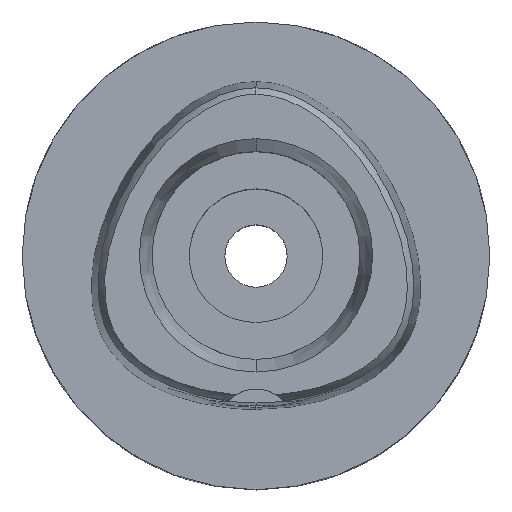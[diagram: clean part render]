
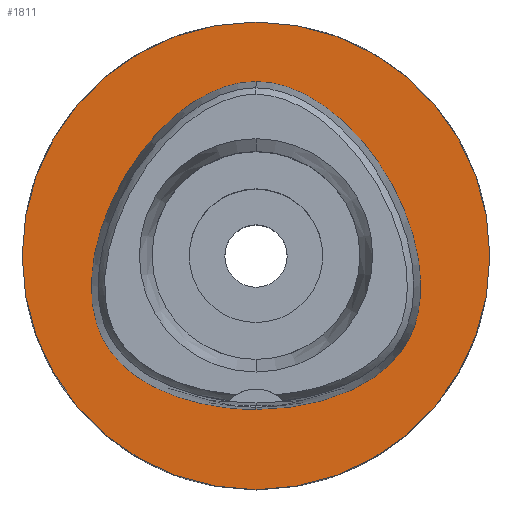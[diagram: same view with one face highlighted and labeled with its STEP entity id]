
A CAD part, top view. The second image highlights one B-rep face of the part: STEP entity #1811.
In plain terms, the highlighted planar face has unit normal (0, 0, 1).
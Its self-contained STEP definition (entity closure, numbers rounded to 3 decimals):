
#51 = CARTESIAN_POINT ( 'NONE',  ( -16.959, -15.678, 0. ) ) ;
#79 = CARTESIAN_POINT ( 'NONE',  ( -10.746, 19.174, 0. ) ) ;
#98 = EDGE_CURVE ( 'NONE', #2522, #2100, #2880, .T. ) ;
#356 = CARTESIAN_POINT ( 'NONE',  ( 18.568, -14.169, 0. ) ) ;
#380 = FACE_OUTER_BOUND ( 'NONE', #2470, .T. ) ;
#404 = DIRECTION ( 'NONE',  ( 0., -1., 0. ) ) ;
#406 = CARTESIAN_POINT ( 'NONE',  ( 10.746, 19.174, 0. ) ) ;
#418 = CARTESIAN_POINT ( 'NONE',  ( -7.571, 21.315, 0. ) ) ;
#439 = CARTESIAN_POINT ( 'NONE',  ( -6.341, -20.298, 0. ) ) ;
#486 = EDGE_CURVE ( 'NONE', #1588, #789, #4015, .T. ) ;
#691 = CARTESIAN_POINT ( 'NONE',  ( 0., 31.5, 0. ) ) ;
#703 = CARTESIAN_POINT ( 'NONE',  ( 21.978, -0.281, 0. ) ) ;
#750 = CARTESIAN_POINT ( 'NONE',  ( 7.571, 21.315, 0. ) ) ;
#777 = DIRECTION ( 'NONE',  ( 0., 0., -1. ) ) ;
#788 = CARTESIAN_POINT ( 'NONE',  ( -21.978, -0.281, 0. ) ) ;
#789 = VERTEX_POINT ( 'NONE', #1918 ) ;
#800 = CARTESIAN_POINT ( 'NONE',  ( 0., -20.675, 0. ) ) ;
#801 = CARTESIAN_POINT ( 'NONE',  ( 0., 0., 0. ) ) ;
#818 = EDGE_LOOP ( 'NONE', ( #3377, #4118 ) ) ;
#865 = CARTESIAN_POINT ( 'NONE',  ( 0., -20.675, 0. ) ) ;
#1004 = AXIS2_PLACEMENT_3D ( 'NONE', #801, #777, #2286 ) ;
#1101 = CARTESIAN_POINT ( 'NONE',  ( 16.959, -15.678, 0. ) ) ;
#1139 = CARTESIAN_POINT ( 'NONE',  ( -2.565, 23.293, 0. ) ) ;
#1157 = AXIS2_PLACEMENT_3D ( 'NONE', #3758, #2738, #404 ) ;
#1161 = CARTESIAN_POINT ( 'NONE',  ( -0.855, 23.475, 0. ) ) ;
#1172 = CARTESIAN_POINT ( 'NONE',  ( 19.649, -12.825, 0. ) ) ;
#1236 = CARTESIAN_POINT ( 'NONE',  ( -14.673, -17.214, 0. ) ) ;
#1363 = ORIENTED_EDGE ( 'NONE', *, *, #2529, .F. ) ;
#1490 = CARTESIAN_POINT ( 'NONE',  ( 0.855, 23.475, 0. ) ) ;
#1549 = CARTESIAN_POINT ( 'NONE',  ( -20.749, 4.657, 0. ) ) ;
#1588 = VERTEX_POINT ( 'NONE', #2110 ) ;
#1690 = DIRECTION ( 'NONE',  ( 0., 1., 0. ) ) ;
#1811 = ADVANCED_FACE ( 'NONE', ( #380, #1888 ), #4155, .F. ) ;
#1839 = CARTESIAN_POINT ( 'NONE',  ( 20.35, -11.749, 0. ) ) ;
#1888 = FACE_BOUND ( 'NONE', #818, .T. ) ;
#1899 = CARTESIAN_POINT ( 'NONE',  ( 0., 23.475, 0. ) ) ;
#1918 = CARTESIAN_POINT ( 'NONE',  ( 0., -20.675, 0. ) ) ;
#1920 = CARTESIAN_POINT ( 'NONE',  ( -20.932, -10.604, 0. ) ) ;
#1945 = CARTESIAN_POINT ( 'NONE',  ( -2.114, -20.675, 0. ) ) ;
#2100 = VERTEX_POINT ( 'NONE', #691 ) ;
#2110 = CARTESIAN_POINT ( 'NONE',  ( 0., 23.475, 0. ) ) ;
#2284 = CARTESIAN_POINT ( 'NONE',  ( 2.565, 23.293, 0. ) ) ;
#2286 = DIRECTION ( 'NONE',  ( 0., -1., 0. ) ) ;
#2377 = CARTESIAN_POINT ( 'NONE',  ( -19.649, -12.825, 0. ) ) ;
#2393 = CARTESIAN_POINT ( 'NONE',  ( 0., 0., 0. ) ) ;
#2470 = EDGE_LOOP ( 'NONE', ( #1363, #4422 ) ) ;
#2522 = VERTEX_POINT ( 'NONE', #4632 ) ;
#2529 = EDGE_CURVE ( 'NONE', #2100, #2522, #3894, .T. ) ;
#2573 = CARTESIAN_POINT ( 'NONE',  ( 21.555, -8.996, 0. ) ) ;
#2601 = CARTESIAN_POINT ( 'NONE',  ( 20.749, 4.657, 0. ) ) ;
#2625 = CARTESIAN_POINT ( 'NONE',  ( 20.932, -10.604, 0. ) ) ;
#2636 = CARTESIAN_POINT ( 'NONE',  ( -5.098, 22.526, 0. ) ) ;
#2644 = CARTESIAN_POINT ( 'NONE',  ( 22.057, -6.848, 0. ) ) ;
#2659 = CARTESIAN_POINT ( 'NONE',  ( -18.068, 10.432, 0. ) ) ;
#2685 = CARTESIAN_POINT ( 'NONE',  ( -21.555, -8.996, 0. ) ) ;
#2738 = DIRECTION ( 'NONE',  ( 0., 0., -1. ) ) ;
#2880 = CIRCLE ( 'NONE', #1157, 31.5 ) ;
#2933 = CARTESIAN_POINT ( 'NONE',  ( 2.114, -20.675, 0. ) ) ;
#2941 = EDGE_CURVE ( 'NONE', #789, #1588, #4431, .T. ) ;
#2967 = AXIS2_PLACEMENT_3D ( 'NONE', #2393, #3855, #1690 ) ;
#3021 = CARTESIAN_POINT ( 'NONE',  ( -18.568, -14.169, 0. ) ) ;
#3088 = CARTESIAN_POINT ( 'NONE',  ( -14.408, 15.641, 0. ) ) ;
#3370 = CARTESIAN_POINT ( 'NONE',  ( -22.245, -4.1, 0. ) ) ;
#3377 = ORIENTED_EDGE ( 'NONE', *, *, #486, .F. ) ;
#3383 = CARTESIAN_POINT ( 'NONE',  ( 5.098, 22.526, 0. ) ) ;
#3758 = CARTESIAN_POINT ( 'NONE',  ( 0., 0., 0. ) ) ;
#3761 = CARTESIAN_POINT ( 'NONE',  ( 11.233, -18.893, 0. ) ) ;
#3780 = CARTESIAN_POINT ( 'NONE',  ( 22.245, -4.1, 0. ) ) ;
#3788 = CARTESIAN_POINT ( 'NONE',  ( -11.233, -18.893, 0. ) ) ;
#3855 = DIRECTION ( 'NONE',  ( 0., 0., -1. ) ) ;
#3894 = CIRCLE ( 'NONE', #2967, 31.5 ) ;
#4015 = B_SPLINE_CURVE_WITH_KNOTS ( 'NONE', 3,
 ( #1899, #1161, #1139, #2636, #418, #79, #3088, #2659, #1549, #788, #3370, #4575, #2685, #1920, #4168, #2377, #3021, #51, #1236, #3788, #439, #1945, #865 ),
 .UNSPECIFIED., .F., .F.,
 ( 4, 1, 1, 1, 1, 1, 1, 1, 1, 1, 1, 1, 1, 1, 1, 1, 1, 1, 1, 1, 4 ),
 ( 0., 0.042, 0.083, 0.125, 0.167, 0.25, 0.333, 0.417, 0.5, 0.542, 0.583, 0.625, 0.646, 0.667, 0.688, 0.708, 0.75, 0.792, 0.833, 0.917, 1. ),
 .UNSPECIFIED. ) ;
#4060 = CARTESIAN_POINT ( 'NONE',  ( 14.673, -17.214, 0. ) ) ;
#4085 = CARTESIAN_POINT ( 'NONE',  ( 18.068, 10.432, 0. ) ) ;
#4118 = ORIENTED_EDGE ( 'NONE', *, *, #2941, .F. ) ;
#4154 = CARTESIAN_POINT ( 'NONE',  ( 14.408, 15.641, 0. ) ) ;
#4155 = PLANE ( 'NONE',  #1004 ) ;
#4168 = CARTESIAN_POINT ( 'NONE',  ( -20.35, -11.749, 0. ) ) ;
#4422 = ORIENTED_EDGE ( 'NONE', *, *, #98, .F. ) ;
#4424 = CARTESIAN_POINT ( 'NONE',  ( 0., 23.475, 0. ) ) ;
#4431 = B_SPLINE_CURVE_WITH_KNOTS ( 'NONE', 3,
 ( #800, #2933, #4449, #3761, #4060, #1101, #356, #1172, #1839, #2625, #2573, #2644, #3780, #703, #2601, #4085, #4154, #406, #750, #3383, #2284, #1490, #4424 ),
 .UNSPECIFIED., .F., .F.,
 ( 4, 1, 1, 1, 1, 1, 1, 1, 1, 1, 1, 1, 1, 1, 1, 1, 1, 1, 1, 1, 4 ),
 ( 0., 0.083, 0.167, 0.208, 0.25, 0.292, 0.313, 0.333, 0.354, 0.375, 0.417, 0.458, 0.5, 0.583, 0.667, 0.75, 0.833, 0.875, 0.917, 0.958, 1. ),
 .UNSPECIFIED. ) ;
#4449 = CARTESIAN_POINT ( 'NONE',  ( 6.341, -20.298, 0. ) ) ;
#4575 = CARTESIAN_POINT ( 'NONE',  ( -22.057, -6.848, 0. ) ) ;
#4632 = CARTESIAN_POINT ( 'NONE',  ( 0., -31.5, 0. ) ) ;
